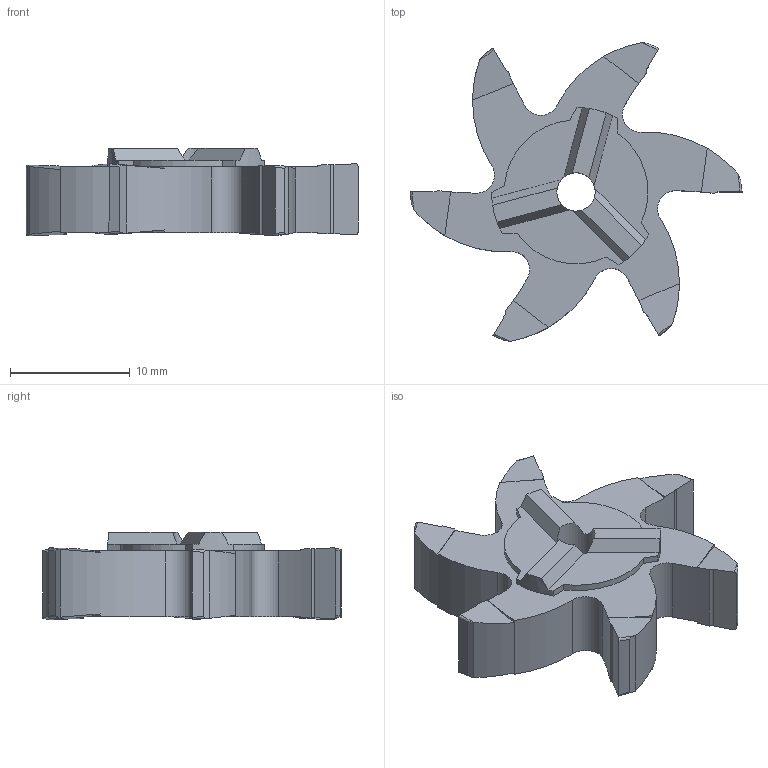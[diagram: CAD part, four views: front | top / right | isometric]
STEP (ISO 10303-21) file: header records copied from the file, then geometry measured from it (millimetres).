
FILE_DESCRIPTION(/* description */ (''),/* implementation_level */ '2;1');
FILE_NAME(/* name */ '1713965453764.stp',/* time_stamp */ '2024-04-24T19:01:03+06:00',/* author */ (''),/* organization */ ('SMS'),/* preprocessor_version */ 'ST-DEVELOPER v16.7',/* originating_system */ 'SIEMENS PLM Software NX 12.0',/* authorisation */ '');
FILE_SCHEMA (('AUTOMOTIVE_DESIGN { 1 0 10303 214 3 1 1 1 }'));
Length unit declared in the file: millimetre
Products named in the file (1): 205283925mod000_00
Bounding box: 27.7 x 24.93 x 7.3 mm (x, y, z)
Volume: 1831.9 mm3; surface area: 1437.6 mm2
Topology: 2 solids, 2 shells, 131 faces, 373 edges, 250 vertices
Faces by surface type: plane 72, cylinder 35, bspline 24
Full cylindrical faces by diameter (mm): 3.2 x1
Entity records: 4906 total; most frequent: CARTESIAN_POINT 1627, ORIENTED_EDGE 746, DIRECTION 586, EDGE_CURVE 373, VERTEX_POINT 246, AXIS2_PLACEMENT_3D 208, LINE 170, VECTOR 170
